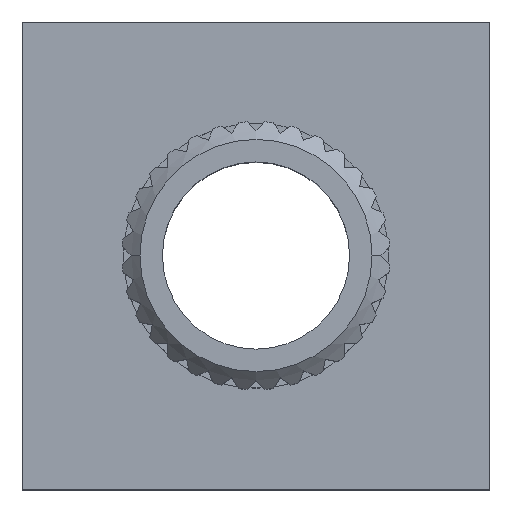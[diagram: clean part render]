
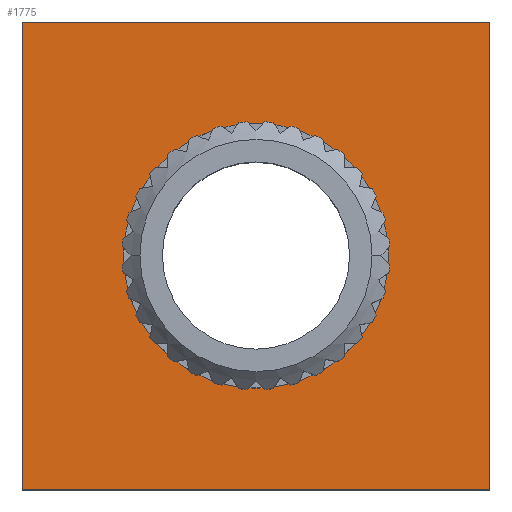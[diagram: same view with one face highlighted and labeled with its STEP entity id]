
A CAD part, top view. The second image highlights one B-rep face of the part: STEP entity #1775.
In plain terms, the highlighted planar face has unit normal (0, 0, 1).
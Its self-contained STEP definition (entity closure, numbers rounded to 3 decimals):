
#342 = EDGE_CURVE ( 'NONE', #498, #3760, #4416, .T. ) ;
#461 = DIRECTION ( 'NONE',  ( 1., 0., 0. ) ) ;
#498 = VERTEX_POINT ( 'NONE', #4483 ) ;
#591 = DIRECTION ( 'NONE',  ( 1., 0., 0. ) ) ;
#641 = CARTESIAN_POINT ( 'NONE',  ( 0., 0., 2. ) ) ;
#782 = EDGE_LOOP ( 'NONE', ( #4059, #4367, #1865, #3598 ) ) ;
#797 = EDGE_CURVE ( 'NONE', #3311, #3992, #3081, .T. ) ;
#907 = DIRECTION ( 'NONE',  ( 0., 0., 1. ) ) ;
#1067 = VECTOR ( 'NONE', #1801, 1000. ) ;
#1775 = ADVANCED_FACE ( 'NONE', ( #3246, #4396 ), #1887, .T. ) ;
#1801 = DIRECTION ( 'NONE',  ( -1., 0., 0. ) ) ;
#1865 = ORIENTED_EDGE ( 'NONE', *, *, #797, .T. ) ;
#1887 = PLANE ( 'NONE',  #3019 ) ;
#1902 = LINE ( 'NONE', #3206, #1067 ) ;
#2193 = VERTEX_POINT ( 'NONE', #2327 ) ;
#2323 = CARTESIAN_POINT ( 'NONE',  ( -6.5, 6.5, 2. ) ) ;
#2327 = CARTESIAN_POINT ( 'NONE',  ( 6.5, 6.5, 2. ) ) ;
#2411 = AXIS2_PLACEMENT_3D ( 'NONE', #5323, #907, #5769 ) ;
#2832 = EDGE_CURVE ( 'NONE', #3992, #5548, #3007, .T. ) ;
#2840 = CIRCLE ( 'NONE', #5703, 3.675 ) ;
#3007 = LINE ( 'NONE', #3981, #5708 ) ;
#3019 = AXIS2_PLACEMENT_3D ( 'NONE', #4864, #6256, #461 ) ;
#3081 = LINE ( 'NONE', #2323, #5790 ) ;
#3206 = CARTESIAN_POINT ( 'NONE',  ( -6.5, 6.5, 2. ) ) ;
#3246 = FACE_OUTER_BOUND ( 'NONE', #782, .T. ) ;
#3311 = VERTEX_POINT ( 'NONE', #5530 ) ;
#3400 = EDGE_LOOP ( 'NONE', ( #4767, #5663 ) ) ;
#3598 = ORIENTED_EDGE ( 'NONE', *, *, #2832, .T. ) ;
#3760 = VERTEX_POINT ( 'NONE', #5334 ) ;
#3973 = CARTESIAN_POINT ( 'NONE',  ( 6.5, 6.5, 2. ) ) ;
#3981 = CARTESIAN_POINT ( 'NONE',  ( -6.5, -6.5, 2. ) ) ;
#3988 = DIRECTION ( 'NONE',  ( 0., 1., 0. ) ) ;
#3992 = VERTEX_POINT ( 'NONE', #4712 ) ;
#4057 = DIRECTION ( 'NONE',  ( 1., 0., 0. ) ) ;
#4059 = ORIENTED_EDGE ( 'NONE', *, *, #4782, .T. ) ;
#4367 = ORIENTED_EDGE ( 'NONE', *, *, #5802, .T. ) ;
#4396 = FACE_BOUND ( 'NONE', #3400, .T. ) ;
#4416 = CIRCLE ( 'NONE', #2411, 3.675 ) ;
#4483 = CARTESIAN_POINT ( 'NONE',  ( 3.675, 0., 2. ) ) ;
#4580 = DIRECTION ( 'NONE',  ( 0., 0., 1. ) ) ;
#4712 = CARTESIAN_POINT ( 'NONE',  ( -6.5, -6.5, 2. ) ) ;
#4767 = ORIENTED_EDGE ( 'NONE', *, *, #4874, .F. ) ;
#4782 = EDGE_CURVE ( 'NONE', #5548, #2193, #5118, .T. ) ;
#4864 = CARTESIAN_POINT ( 'NONE',  ( 0., 0., 2. ) ) ;
#4874 = EDGE_CURVE ( 'NONE', #3760, #498, #2840, .T. ) ;
#5118 = LINE ( 'NONE', #3973, #5338 ) ;
#5323 = CARTESIAN_POINT ( 'NONE',  ( 0., 0., 2. ) ) ;
#5334 = CARTESIAN_POINT ( 'NONE',  ( -3.675, 0., 2. ) ) ;
#5338 = VECTOR ( 'NONE', #3988, 1000. ) ;
#5530 = CARTESIAN_POINT ( 'NONE',  ( -6.5, 6.5, 2. ) ) ;
#5548 = VERTEX_POINT ( 'NONE', #5948 ) ;
#5663 = ORIENTED_EDGE ( 'NONE', *, *, #342, .F. ) ;
#5703 = AXIS2_PLACEMENT_3D ( 'NONE', #641, #4580, #4057 ) ;
#5708 = VECTOR ( 'NONE', #591, 1000. ) ;
#5769 = DIRECTION ( 'NONE',  ( 1., 0., 0. ) ) ;
#5790 = VECTOR ( 'NONE', #6143, 1000. ) ;
#5802 = EDGE_CURVE ( 'NONE', #2193, #3311, #1902, .T. ) ;
#5948 = CARTESIAN_POINT ( 'NONE',  ( 6.5, -6.5, 2. ) ) ;
#6143 = DIRECTION ( 'NONE',  ( 0., -1., 0. ) ) ;
#6256 = DIRECTION ( 'NONE',  ( 0., 0., 1. ) ) ;
